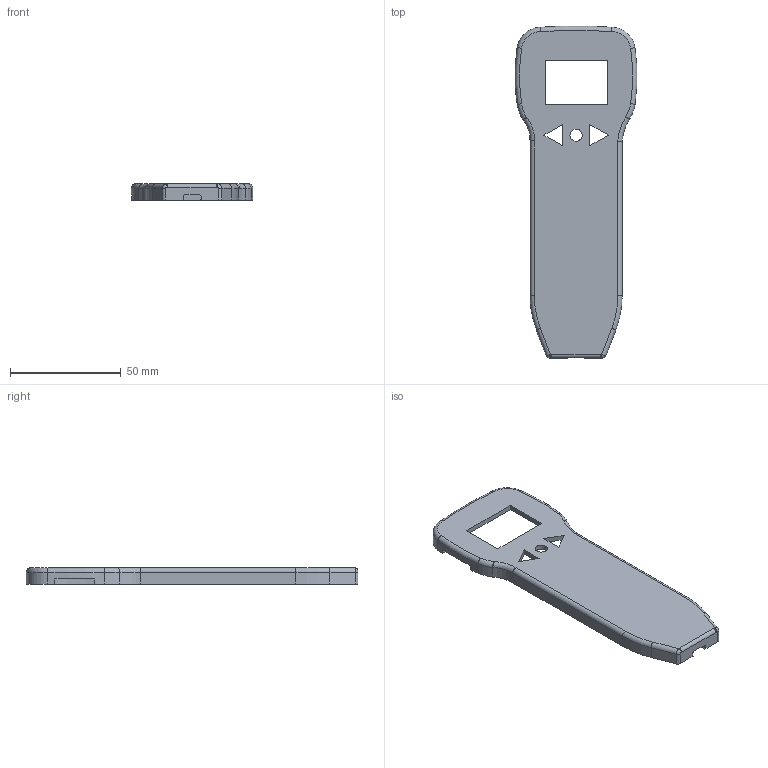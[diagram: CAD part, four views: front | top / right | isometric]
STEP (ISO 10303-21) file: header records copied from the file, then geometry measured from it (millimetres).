
FILE_DESCRIPTION(('FreeCAD Model'),'2;1');
FILE_NAME('mote_inspector_up.step','2015-07-08T11:23:40',('Author'),( ''),'Open CASCADE STEP processor 6.8','FreeCAD','Unknown');
FILE_SCHEMA(('AUTOMOTIVE_DESIGN_CC2 { 1 2 10303 214 -1 1 5 4 }'));
Length unit declared in the file: millimetre
Products named in the file (2): ASSEMBLY; Cut003
Assembly tree (1 placements, depth 2):
  ASSEMBLY
    Cut003
Bounding box: 54.97 x 149.9 x 7.3 mm (x, y, z)
Volume: 17284.6 mm3; surface area: 16252.5 mm2
Topology: 1 solids, 1 shells, 82 faces, 223 edges, 142 vertices
Faces by surface type: cylinder 34, plane 32, torus 11, bspline 5
Full cylindrical faces by diameter (mm): 5.5 x1
Entity records: 7129 total; most frequent: CARTESIAN_POINT 2988, DIRECTION 705, ORIENTED_EDGE 444, PCURVE 444, DEFINITIONAL_REPRESENTATION 444, LINE 368, VECTOR 368, EDGE_CURVE 222
